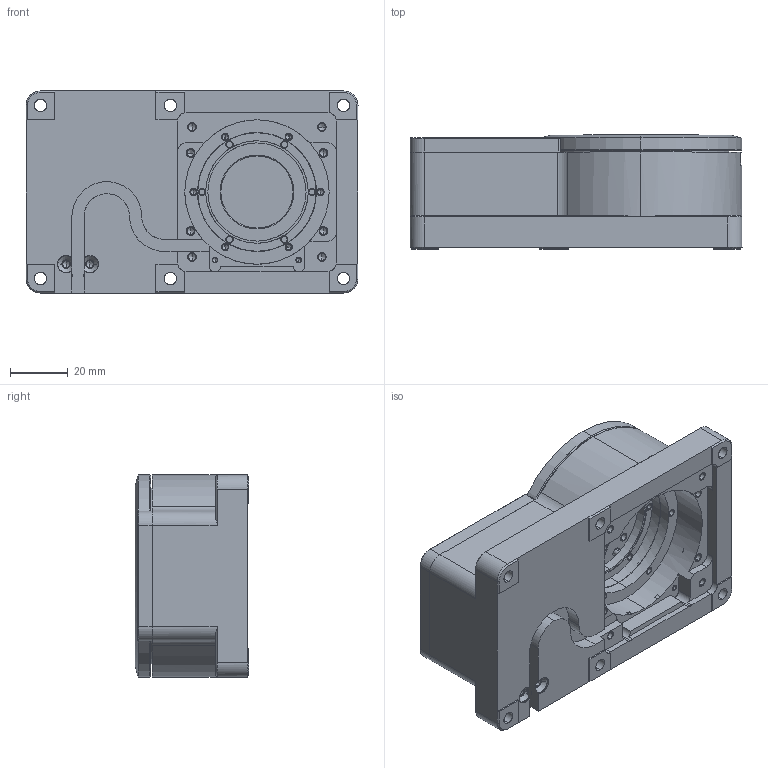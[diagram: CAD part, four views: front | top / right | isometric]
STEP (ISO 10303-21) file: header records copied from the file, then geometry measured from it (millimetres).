
FILE_DESCRIPTION (( 'STEP AP203' ), '1' );
FILE_NAME ('GU-RS-70旋转台 70台面.STEP', '2018-10-26T09:20:27', ( 'user' ), ( '微软中国' ), 'SwSTEP 2.0', 'SolidWorks 2016', '' );
FILE_SCHEMA (( 'CONFIG_CONTROL_DESIGN' ));
Length unit declared in the file: millimetre
Products named in the file (1): GU-RS-70唅蛌怢 70怢醱
Bounding box: 115 x 39.4 x 70 mm (x, y, z)
Surface area: 56423.8 mm2 (no closed solid volume)
Topology: 0 solids, 55 shells, 2233 faces, 6337 edges, 4222 vertices
Faces by surface type: plane 1654, cylinder 350, bspline 119, cone 110
Entity records: 81412 total; most frequent: CARTESIAN_POINT 24993, ORIENTED_EDGE 12322, DIRECTION 10243, EDGE_CURVE 6269, VECTOR 4919, LINE 4919, VERTEX_POINT 4220, AXIS2_PLACEMENT_3D 2662
